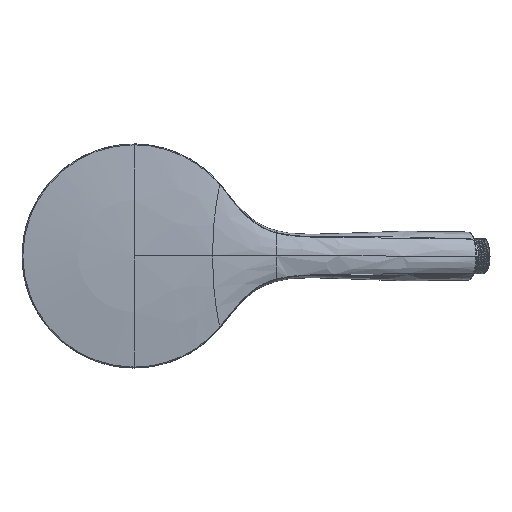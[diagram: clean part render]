
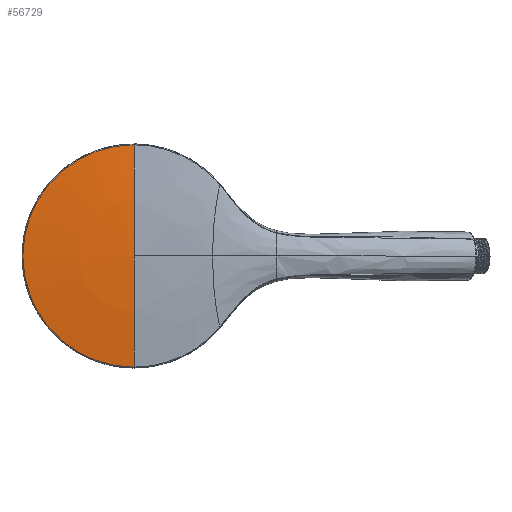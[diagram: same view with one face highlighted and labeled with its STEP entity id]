
A CAD part, top view. The second image highlights one B-rep face of the part: STEP entity #56729.
In plain terms, the highlighted spherical face has radius 533.38 mm.
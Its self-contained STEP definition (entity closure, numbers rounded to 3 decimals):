
#779=SPHERICAL_SURFACE('',#59727,533.38);
#6665=B_SPLINE_CURVE_WITH_KNOTS('',3,(#155015,#155016,#155017,#155018),
 .UNSPECIFIED.,.F.,.F.,(4,4),(0.,1.),.UNSPECIFIED.);
#6667=B_SPLINE_CURVE_WITH_KNOTS('',3,(#155050,#155051,#155052,#155053),
 .UNSPECIFIED.,.F.,.F.,(4,4),(0.,1.),.UNSPECIFIED.);
#8456=CIRCLE('',#59726,64.765);
#19537=ORIENTED_EDGE('',*,*,#24961,.F.);
#19538=ORIENTED_EDGE('',*,*,#24959,.T.);
#19539=ORIENTED_EDGE('',*,*,#24964,.T.);
#24959=EDGE_CURVE('',#28588,#28587,#6665,.T.);
#24961=EDGE_CURVE('',#28588,#28589,#6667,.F.);
#24964=EDGE_CURVE('',#28587,#28589,#8456,.T.);
#28587=VERTEX_POINT('',#154941);
#28588=VERTEX_POINT('',#155019);
#28589=VERTEX_POINT('',#155054);
#34153=EDGE_LOOP('',(#19537,#19538,#19539));
#37129=FACE_BOUND('',#34153,.T.);
#56729=ADVANCED_FACE('',(#37129),#779,.T.);
#59726=AXIS2_PLACEMENT_3D('',#155227,#67003,#67004);
#59727=AXIS2_PLACEMENT_3D('',#155228,#67005,#67006);
#67003=DIRECTION('',(0.,0.,1.));
#67004=DIRECTION('',(0.,1.,0.));
#67005=DIRECTION('',(0.,0.,1.));
#67006=DIRECTION('',(1.,0.,0.));
#154941=CARTESIAN_POINT('',(0.,64.765,80.403));
#155015=CARTESIAN_POINT('',(0.,0.,
84.35));
#155016=CARTESIAN_POINT('',(0.,21.642,84.35));
#155017=CARTESIAN_POINT('',(0.,43.283,83.031));
#155018=CARTESIAN_POINT('',(0.,64.765,80.403));
#155019=CARTESIAN_POINT('',(0.,0.,84.35));
#155050=CARTESIAN_POINT('',(0.,-64.765,80.403));
#155051=CARTESIAN_POINT('',(0.,-43.283,83.031));
#155052=CARTESIAN_POINT('',(0.,-21.642,84.35));
#155053=CARTESIAN_POINT('',(0.,0.,
84.35));
#155054=CARTESIAN_POINT('',(0.,-64.765,80.403));
#155227=CARTESIAN_POINT('',(0.,0.,80.403));
#155228=CARTESIAN_POINT('',(0.,0.,-449.03));
